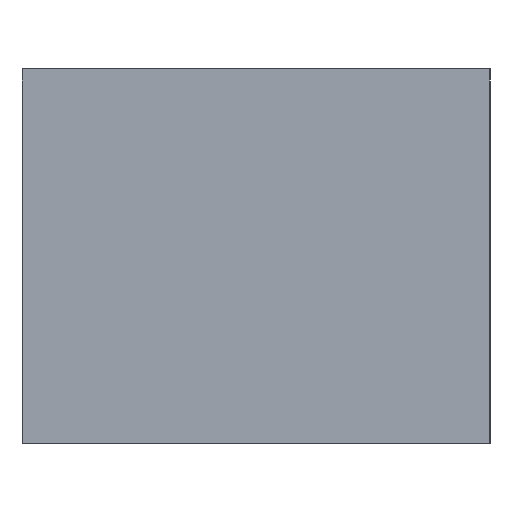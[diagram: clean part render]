
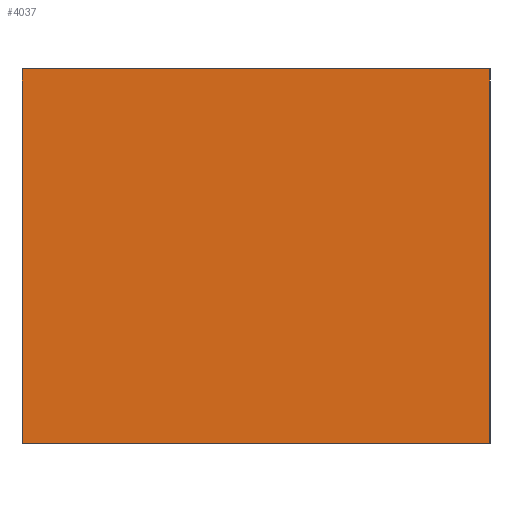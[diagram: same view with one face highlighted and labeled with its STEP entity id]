
A CAD part, left-side view. The second image highlights one B-rep face of the part: STEP entity #4037.
In plain terms, the highlighted planar face has unit normal (-1, 0, 0).
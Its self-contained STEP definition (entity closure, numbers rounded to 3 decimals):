
#386=FACE_OUTER_BOUND('',#622,.T.);
#622=EDGE_LOOP('',(#2720,#2721,#2722,#2723));
#874=LINE('',#5183,#1274);
#882=LINE('',#5199,#1282);
#896=LINE('',#5226,#1296);
#897=LINE('',#5228,#1297);
#1274=VECTOR('',#4484,10.);
#1282=VECTOR('',#4494,10.);
#1296=VECTOR('',#4520,10.);
#1297=VECTOR('',#4523,10.);
#1674=VERTEX_POINT('',#5181);
#1675=VERTEX_POINT('',#5182);
#1682=VERTEX_POINT('',#5198);
#1689=VERTEX_POINT('',#5224);
#2078=EDGE_CURVE('',#1674,#1675,#874,.T.);
#2086=EDGE_CURVE('',#1682,#1675,#882,.T.);
#2100=EDGE_CURVE('',#1674,#1689,#896,.T.);
#2101=EDGE_CURVE('',#1682,#1689,#897,.T.);
#2720=ORIENTED_EDGE('',*,*,#2100,.T.);
#2721=ORIENTED_EDGE('',*,*,#2101,.F.);
#2722=ORIENTED_EDGE('',*,*,#2086,.T.);
#2723=ORIENTED_EDGE('',*,*,#2078,.F.);
#3904=PLANE('',#4338);
#4037=ADVANCED_FACE('',(#386),#3904,.T.);
#4338=AXIS2_PLACEMENT_3D('',#5227,#4521,#4522);
#4484=DIRECTION('',(0.,0.,-1.));
#4494=DIRECTION('',(0.,-1.,0.));
#4520=DIRECTION('',(0.,1.,0.));
#4521=DIRECTION('center_axis',(-1.,0.,0.));
#4522=DIRECTION('ref_axis',(0.,0.,1.));
#4523=DIRECTION('',(0.,0.,1.));
#5181=CARTESIAN_POINT('',(-0.5,-0.25,0.4));
#5182=CARTESIAN_POINT('',(-0.5,-0.25,0.));
#5183=CARTESIAN_POINT('',(-0.5,-0.25,0.));
#5198=CARTESIAN_POINT('',(-0.5,0.25,0.));
#5199=CARTESIAN_POINT('',(-0.5,0.,0.));
#5224=CARTESIAN_POINT('',(-0.5,0.25,0.4));
#5226=CARTESIAN_POINT('',(-0.5,0.,0.4));
#5227=CARTESIAN_POINT('Origin',(-0.5,0.,0.));
#5228=CARTESIAN_POINT('',(-0.5,0.25,0.));
